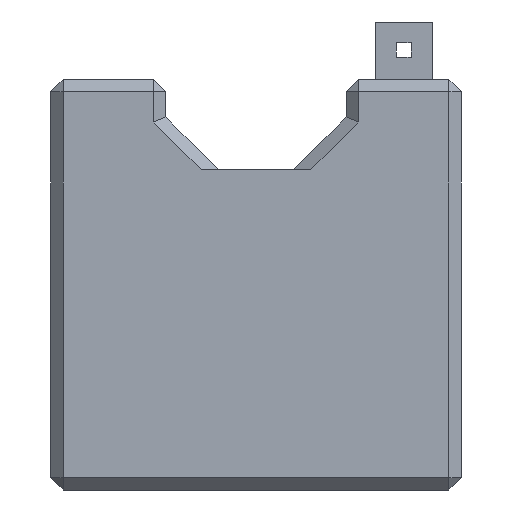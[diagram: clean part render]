
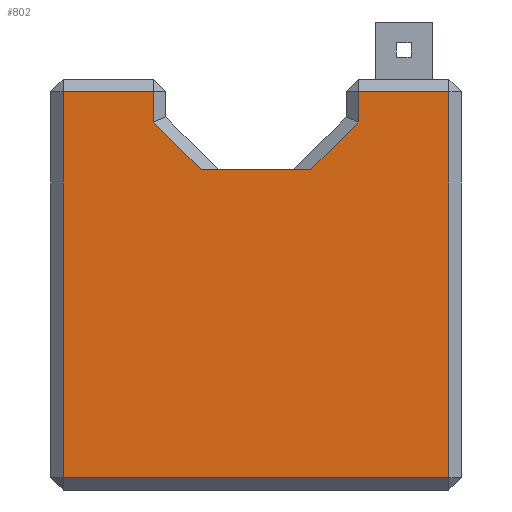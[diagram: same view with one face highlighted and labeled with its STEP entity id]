
A CAD part, left-side view. The second image highlights one B-rep face of the part: STEP entity #802.
In plain terms, the highlighted planar face has unit normal (-1, 0, 0).
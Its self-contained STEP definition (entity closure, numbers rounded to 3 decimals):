
#42 = CARTESIAN_POINT ( 'NONE',  ( 0., 19.383, 37.939 ) ) ;
#43 = ORIENTED_EDGE ( 'NONE', *, *, #975, .T. ) ;
#77 = CARTESIAN_POINT ( 'NONE',  ( 0., 48.5, 50. ) ) ;
#97 = EDGE_CURVE ( 'NONE', #1902, #1706, #1778, .T. ) ;
#140 = AXIS2_PLACEMENT_3D ( 'NONE', #1196, #2140, #2855 ) ;
#176 = ORIENTED_EDGE ( 'NONE', *, *, #1599, .T. ) ;
#184 = LINE ( 'NONE', #401, #1672 ) ;
#191 = ORIENTED_EDGE ( 'NONE', *, *, #1210, .T. ) ;
#214 = DIRECTION ( 'NONE',  ( 0., -1., 0. ) ) ;
#221 = CARTESIAN_POINT ( 'NONE',  ( 0., 48.5, 1.5 ) ) ;
#246 = EDGE_CURVE ( 'NONE', #2273, #2285, #184, .T. ) ;
#261 = PLANE ( 'NONE',  #140 ) ;
#281 = VECTOR ( 'NONE', #1539, 1000. ) ;
#302 = ORIENTED_EDGE ( 'NONE', *, *, #97, .T. ) ;
#311 = ORIENTED_EDGE ( 'NONE', *, *, #2871, .T. ) ;
#377 = DIRECTION ( 'NONE',  ( 0., 0., -1. ) ) ;
#401 = CARTESIAN_POINT ( 'NONE',  ( 0., 0., 1.5 ) ) ;
#431 = CARTESIAN_POINT ( 'NONE',  ( 0., 37.5, 44.822 ) ) ;
#460 = VECTOR ( 'NONE', #1578, 1000. ) ;
#487 = LINE ( 'NONE', #1690, #2508 ) ;
#568 = CARTESIAN_POINT ( 'NONE',  ( 0., 18.322, 39. ) ) ;
#588 = ORIENTED_EDGE ( 'NONE', *, *, #660, .T. ) ;
#593 = CARTESIAN_POINT ( 'NONE',  ( 0., 37.5, 50. ) ) ;
#660 = EDGE_CURVE ( 'NONE', #1442, #1013, #1332, .T. ) ;
#666 = LINE ( 'NONE', #3045, #712 ) ;
#680 = LINE ( 'NONE', #42, #915 ) ;
#712 = VECTOR ( 'NONE', #1340, 1000. ) ;
#738 = FACE_OUTER_BOUND ( 'NONE', #1723, .T. ) ;
#802 = ADVANCED_FACE ( 'NONE', ( #738 ), #261, .F. ) ;
#915 = VECTOR ( 'NONE', #1865, 1000. ) ;
#975 = EDGE_CURVE ( 'NONE', #2176, #1848, #487, .T. ) ;
#1013 = VERTEX_POINT ( 'NONE', #2369 ) ;
#1133 = ORIENTED_EDGE ( 'NONE', *, *, #246, .T. ) ;
#1138 = CARTESIAN_POINT ( 'NONE',  ( 0., 1.5, 48.5 ) ) ;
#1196 = CARTESIAN_POINT ( 'NONE',  ( 0., 0., 50. ) ) ;
#1210 = EDGE_CURVE ( 'NONE', #2044, #2176, #1497, .T. ) ;
#1238 = VECTOR ( 'NONE', #2784, 1000. ) ;
#1265 = VECTOR ( 'NONE', #377, 1000. ) ;
#1286 = CARTESIAN_POINT ( 'NONE',  ( 0., 12.5, 45.444 ) ) ;
#1332 = LINE ( 'NONE', #2048, #1355 ) ;
#1340 = DIRECTION ( 'NONE',  ( 0., 1., 0. ) ) ;
#1355 = VECTOR ( 'NONE', #2081, 1000. ) ;
#1358 = CARTESIAN_POINT ( 'NONE',  ( 0., 31.678, 39. ) ) ;
#1374 = CARTESIAN_POINT ( 'NONE',  ( 0., 20.444, 39. ) ) ;
#1405 = CARTESIAN_POINT ( 'NONE',  ( 0., 1.5, 1.5 ) ) ;
#1431 = DIRECTION ( 'NONE',  ( 0., 0.707, 0.707 ) ) ;
#1442 = VERTEX_POINT ( 'NONE', #1446 ) ;
#1446 = CARTESIAN_POINT ( 'NONE',  ( 0., 37.5, 48.5 ) ) ;
#1460 = LINE ( 'NONE', #77, #2850 ) ;
#1497 = LINE ( 'NONE', #1374, #1238 ) ;
#1539 = DIRECTION ( 'NONE',  ( 0., 0., 1. ) ) ;
#1578 = DIRECTION ( 'NONE',  ( 0., 0., 1. ) ) ;
#1599 = EDGE_CURVE ( 'NONE', #1848, #1442, #2707, .T. ) ;
#1660 = DIRECTION ( 'NONE',  ( 0., 0., -1. ) ) ;
#1672 = VECTOR ( 'NONE', #214, 1000. ) ;
#1690 = CARTESIAN_POINT ( 'NONE',  ( 0., 37.061, 44.383 ) ) ;
#1706 = VERTEX_POINT ( 'NONE', #1821 ) ;
#1718 = CARTESIAN_POINT ( 'NONE',  ( 0., 12.5, 48.5 ) ) ;
#1723 = EDGE_LOOP ( 'NONE', ( #191, #43, #176, #588, #2460, #1133, #311, #2920, #302, #2678 ) ) ;
#1770 = EDGE_CURVE ( 'NONE', #1706, #2044, #680, .T. ) ;
#1778 = LINE ( 'NONE', #1286, #1265 ) ;
#1817 = VERTEX_POINT ( 'NONE', #1138 ) ;
#1821 = CARTESIAN_POINT ( 'NONE',  ( 0., 12.5, 44.822 ) ) ;
#1848 = VERTEX_POINT ( 'NONE', #431 ) ;
#1865 = DIRECTION ( 'NONE',  ( 0., 0.707, -0.707 ) ) ;
#1902 = VERTEX_POINT ( 'NONE', #1718 ) ;
#2044 = VERTEX_POINT ( 'NONE', #568 ) ;
#2048 = CARTESIAN_POINT ( 'NONE',  ( 0., 0., 48.5 ) ) ;
#2059 = LINE ( 'NONE', #2340, #460 ) ;
#2081 = DIRECTION ( 'NONE',  ( 0., 1., 0. ) ) ;
#2140 = DIRECTION ( 'NONE',  ( 1., 0., 0. ) ) ;
#2176 = VERTEX_POINT ( 'NONE', #1358 ) ;
#2273 = VERTEX_POINT ( 'NONE', #221 ) ;
#2285 = VERTEX_POINT ( 'NONE', #1405 ) ;
#2331 = EDGE_CURVE ( 'NONE', #1013, #2273, #1460, .T. ) ;
#2340 = CARTESIAN_POINT ( 'NONE',  ( 0., 1.5, 50. ) ) ;
#2369 = CARTESIAN_POINT ( 'NONE',  ( 0., 48.5, 48.5 ) ) ;
#2460 = ORIENTED_EDGE ( 'NONE', *, *, #2331, .T. ) ;
#2508 = VECTOR ( 'NONE', #1431, 1000. ) ;
#2678 = ORIENTED_EDGE ( 'NONE', *, *, #1770, .T. ) ;
#2707 = LINE ( 'NONE', #593, #281 ) ;
#2784 = DIRECTION ( 'NONE',  ( 0., 1., 0. ) ) ;
#2850 = VECTOR ( 'NONE', #1660, 1000. ) ;
#2855 = DIRECTION ( 'NONE',  ( 0., 0., -1. ) ) ;
#2857 = EDGE_CURVE ( 'NONE', #1817, #1902, #666, .T. ) ;
#2871 = EDGE_CURVE ( 'NONE', #2285, #1817, #2059, .T. ) ;
#2920 = ORIENTED_EDGE ( 'NONE', *, *, #2857, .T. ) ;
#3045 = CARTESIAN_POINT ( 'NONE',  ( 0., 0., 48.5 ) ) ;
